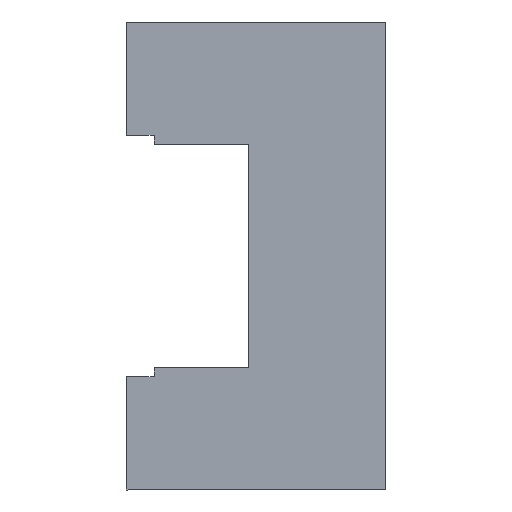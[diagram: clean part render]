
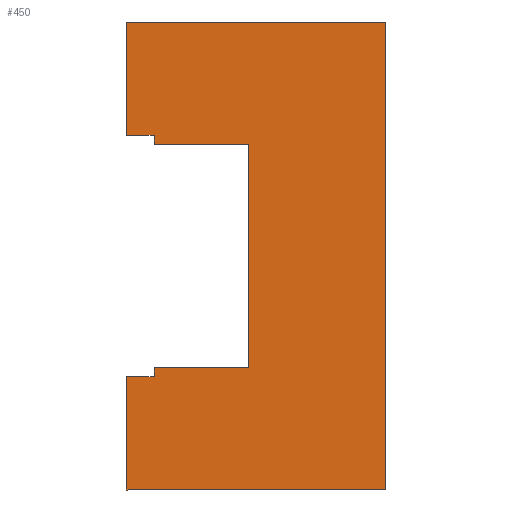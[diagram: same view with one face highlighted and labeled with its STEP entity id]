
A CAD part, left-side view. The second image highlights one B-rep face of the part: STEP entity #450.
In plain terms, the highlighted planar face has unit normal (-1, 0, 0).
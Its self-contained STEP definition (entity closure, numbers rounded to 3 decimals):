
#35=PLANE('',#500);
#57=FACE_OUTER_BOUND('',#81,.T.);
#81=EDGE_LOOP('',(#392,#393,#394,#395,#396,#397,#398,#399,#400,#401,#402,
#403));
#86=LINE('',#643,#136);
#103=LINE('',#677,#153);
#114=LINE('',#698,#164);
#116=LINE('',#703,#166);
#118=LINE('',#707,#168);
#121=LINE('',#712,#171);
#122=LINE('',#715,#172);
#124=LINE('',#719,#174);
#126=LINE('',#723,#176);
#128=LINE('',#727,#178);
#130=LINE('',#730,#180);
#131=LINE('',#732,#181);
#136=VECTOR('',#533,10.);
#153=VECTOR('',#560,10.);
#164=VECTOR('',#575,10.);
#166=VECTOR('',#579,10.);
#168=VECTOR('',#583,10.);
#171=VECTOR('',#588,10.);
#172=VECTOR('',#591,10.);
#174=VECTOR('',#595,10.);
#176=VECTOR('',#599,10.);
#178=VECTOR('',#603,10.);
#180=VECTOR('',#607,10.);
#181=VECTOR('',#610,10.);
#200=VERTEX_POINT('',#640);
#201=VERTEX_POINT('',#642);
#212=VERTEX_POINT('',#674);
#213=VERTEX_POINT('',#676);
#222=VERTEX_POINT('',#700);
#223=VERTEX_POINT('',#702);
#224=VERTEX_POINT('',#706);
#225=VERTEX_POINT('',#710);
#226=VERTEX_POINT('',#714);
#227=VERTEX_POINT('',#718);
#228=VERTEX_POINT('',#722);
#229=VERTEX_POINT('',#726);
#242=EDGE_CURVE('',#200,#201,#86,.T.);
#259=EDGE_CURVE('',#213,#212,#103,.T.);
#270=EDGE_CURVE('',#201,#212,#114,.T.);
#272=EDGE_CURVE('',#223,#222,#116,.T.);
#274=EDGE_CURVE('',#224,#223,#118,.T.);
#277=EDGE_CURVE('',#222,#225,#121,.T.);
#278=EDGE_CURVE('',#226,#224,#122,.T.);
#280=EDGE_CURVE('',#227,#226,#124,.T.);
#282=EDGE_CURVE('',#228,#227,#126,.T.);
#284=EDGE_CURVE('',#229,#213,#128,.T.);
#286=EDGE_CURVE('',#225,#229,#130,.T.);
#287=EDGE_CURVE('',#228,#200,#131,.T.);
#392=ORIENTED_EDGE('',*,*,#242,.F.);
#393=ORIENTED_EDGE('',*,*,#287,.F.);
#394=ORIENTED_EDGE('',*,*,#282,.T.);
#395=ORIENTED_EDGE('',*,*,#280,.T.);
#396=ORIENTED_EDGE('',*,*,#278,.T.);
#397=ORIENTED_EDGE('',*,*,#274,.T.);
#398=ORIENTED_EDGE('',*,*,#272,.T.);
#399=ORIENTED_EDGE('',*,*,#277,.T.);
#400=ORIENTED_EDGE('',*,*,#286,.T.);
#401=ORIENTED_EDGE('',*,*,#284,.T.);
#402=ORIENTED_EDGE('',*,*,#259,.T.);
#403=ORIENTED_EDGE('',*,*,#270,.F.);
#450=ADVANCED_FACE('',(#57),#35,.T.);
#500=AXIS2_PLACEMENT_3D('',#733,#611,#612);
#533=DIRECTION('',(0.,0.,-1.));
#560=DIRECTION('',(0.,0.,-1.));
#575=DIRECTION('',(0.,1.,0.));
#579=DIRECTION('',(0.,0.,-1.));
#583=DIRECTION('',(0.,-1.,0.));
#588=DIRECTION('',(0.,1.,0.));
#591=DIRECTION('',(0.,0.,-1.));
#595=DIRECTION('',(0.,-1.,0.));
#599=DIRECTION('',(0.,0.,-1.));
#603=DIRECTION('',(0.,1.,0.));
#607=DIRECTION('',(0.,0.,-1.));
#610=DIRECTION('',(0.,-1.,0.));
#611=DIRECTION('center_axis',(-1.,0.,0.));
#612=DIRECTION('ref_axis',(0.,0.,
1.));
#640=CARTESIAN_POINT('',(-50.,-70.,65.));
#642=CARTESIAN_POINT('',(-50.,-70.,-65.));
#643=CARTESIAN_POINT('',(-50.,-70.,65.));
#674=CARTESIAN_POINT('',(-50.,2.,-65.));
#676=CARTESIAN_POINT('',(-50.,2.,-33.5));
#677=CARTESIAN_POINT('',(-50.,2.,-16.75));
#698=CARTESIAN_POINT('',(-50.,38.57,-65.));
#700=CARTESIAN_POINT('',(-50.,-32.,-31.));
#702=CARTESIAN_POINT('',(-50.,-32.,31.));
#703=CARTESIAN_POINT('',(-50.,-32.,15.5));
#706=CARTESIAN_POINT('',(-50.,-5.704,31.));
#707=CARTESIAN_POINT('',(-50.,-17.912,31.));
#710=CARTESIAN_POINT('',(-50.,-5.704,-31.));
#712=CARTESIAN_POINT('',(-50.,-33.913,-31.));
#714=CARTESIAN_POINT('',(-50.,-5.704,33.5));
#715=CARTESIAN_POINT('',(-50.,-5.704,16.75));
#718=CARTESIAN_POINT('',(-50.,2.,33.5));
#719=CARTESIAN_POINT('',(-50.,-16.912,33.5));
#722=CARTESIAN_POINT('',(-50.,2.,65.));
#723=CARTESIAN_POINT('',(-50.,2.,32.5));
#726=CARTESIAN_POINT('',(-50.,-5.704,-33.5));
#727=CARTESIAN_POINT('',(-50.,-20.764,-33.5));
#730=CARTESIAN_POINT('',(-50.,-5.704,-12.25));
#732=CARTESIAN_POINT('',(-50.,-50.,65.));
#733=CARTESIAN_POINT('Origin',(-50.,-35.825,0.));
